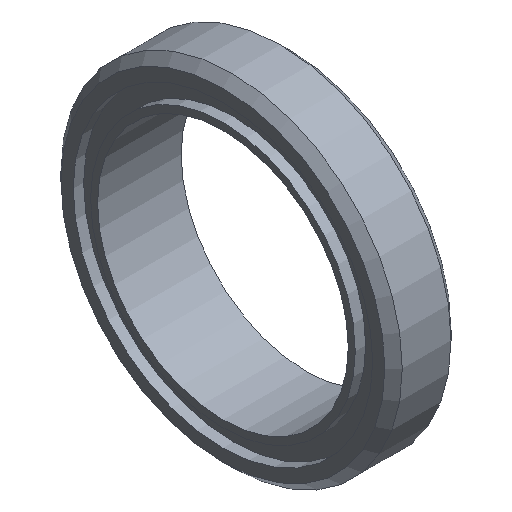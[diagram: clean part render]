
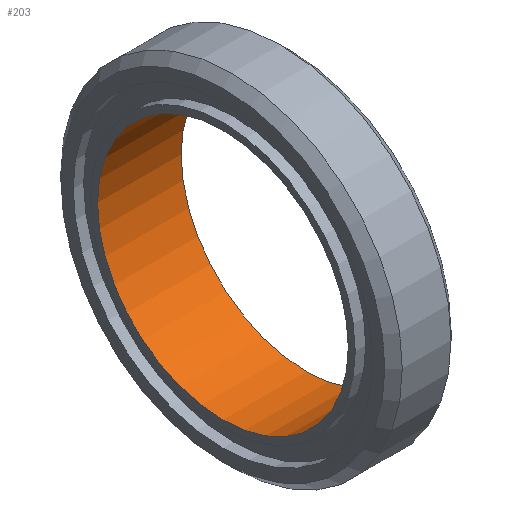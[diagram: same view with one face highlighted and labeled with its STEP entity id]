
A CAD part, isometric view. The second image highlights one B-rep face of the part: STEP entity #203.
In plain terms, the highlighted cylindrical face has radius 36 mm (diameter 72 mm), a full revolution.
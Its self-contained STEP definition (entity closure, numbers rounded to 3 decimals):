
#176=CARTESIAN_POINT('',(-12.,0.0,0.0));
#177=DIRECTION('',(1.0,0.0,0.0));
#178=DIRECTION('',(0.0,1.0,0.0));
#179=AXIS2_PLACEMENT_3D('',#176,#177,#178);
#180=CYLINDRICAL_SURFACE('',#179,36.);
#181=CARTESIAN_POINT('',(-24.,36.,0.0));
#182=VERTEX_POINT('',#181);
#183=CARTESIAN_POINT('',(-24.,0.0,0.0));
#184=DIRECTION('',(1.0,0.0,0.0));
#185=DIRECTION('',(0.0,1.0,0.0));
#186=AXIS2_PLACEMENT_3D('',#183,#184,#185);
#187=CIRCLE('',#186,36.);
#188=EDGE_CURVE('',#182,#182,#187,.T.);
#189=ORIENTED_EDGE('',*,*,#188,.F.);
#190=EDGE_LOOP('',(#189));
#191=FACE_OUTER_BOUND('',#190,.T.);
#192=CARTESIAN_POINT('',(0.,36.0,0.0));
#193=VERTEX_POINT('',#192);
#194=CARTESIAN_POINT('',(0.,0.0,0.0));
#195=DIRECTION('',(1.0,0.0,0.0));
#196=DIRECTION('',(0.0,1.0,0.0));
#197=AXIS2_PLACEMENT_3D('',#194,#195,#196);
#198=CIRCLE('',#197,36.0);
#199=EDGE_CURVE('',#193,#193,#198,.T.);
#200=ORIENTED_EDGE('',*,*,#199,.T.);
#201=EDGE_LOOP('',(#200));
#202=FACE_BOUND('',#201,.T.);
#203=ADVANCED_FACE('',(#191,#202),#180,.F.);
